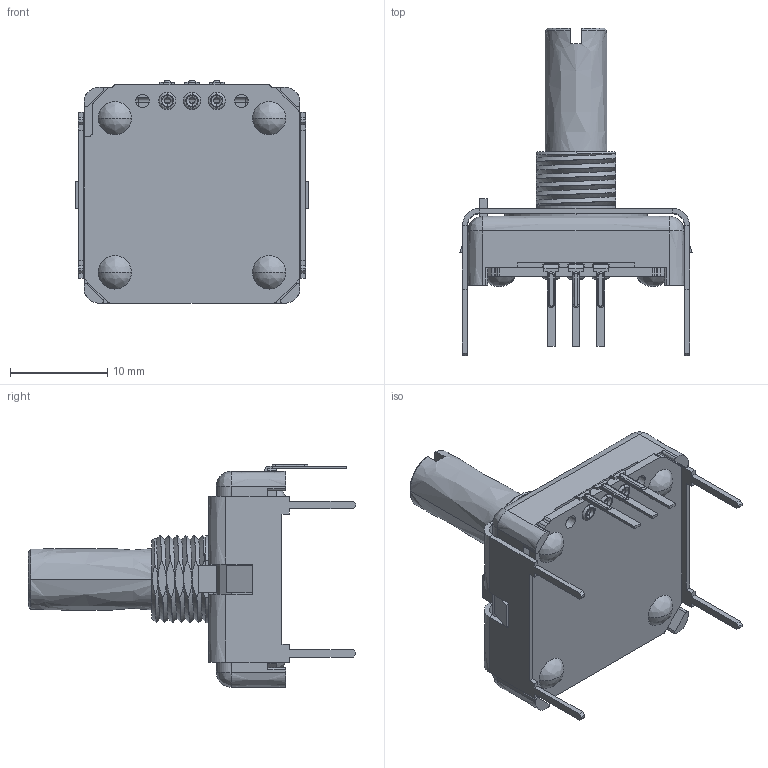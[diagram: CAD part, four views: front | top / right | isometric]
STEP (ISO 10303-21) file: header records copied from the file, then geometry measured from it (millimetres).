
FILE_DESCRIPTION((''),'2;1');
FILE_NAME('PCW1J-B24-KCB10','2007-10-31T',('RICKB'),('Bourns, Inc.'),'PRO/ENGINEER BY PARAMETRIC TECHNOLOGY CORPORATION, 2001200','PRO/ENGINEER BY PARAMETRIC TECHNOLOGY CORPORATION, 2001200','');
FILE_SCHEMA(('AUTOMOTIVE_DESIGN_CC2 { 1 2 10303 214 -1 1 5 2 }'));
Length unit declared in the file: inch
Products named in the file (1): PCW1J-B24-KCB10
Bounding box: 23.88 x 33.69 x 22.87 mm (x, y, z)
Volume: 4033.1 mm3; surface area: 3306.2 mm2
Topology: 1 solids, 4 shells, 402 faces, 1036 edges, 649 vertices
Faces by surface type: bspline 402
Entity records: 23146 total; most frequent: CARTESIAN_POINT 11642, ORIENTED_EDGE 2056, DIRECTION 1198, PRESENTATION_STYLE_ASSIGNMENT 1029, STYLED_ITEM 1029, CURVE_STYLE 1028, EDGE_CURVE 1028, VERTEX_POINT 649
